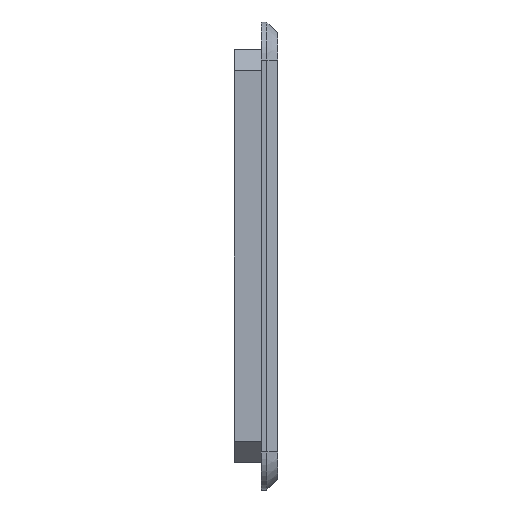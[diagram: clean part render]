
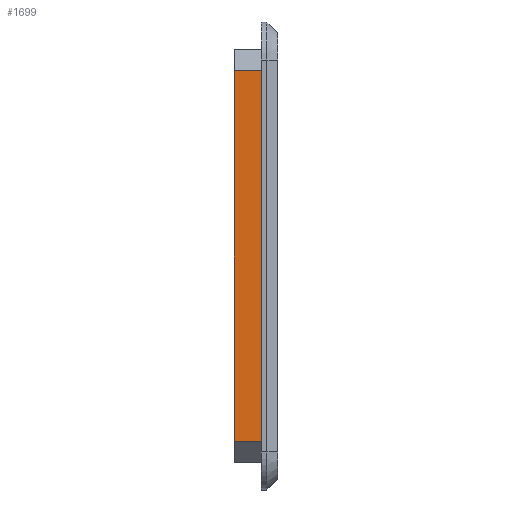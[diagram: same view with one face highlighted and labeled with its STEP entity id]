
A CAD part, left-side view. The second image highlights one B-rep face of the part: STEP entity #1699.
In plain terms, the highlighted planar face has unit normal (-1, 0, 0).
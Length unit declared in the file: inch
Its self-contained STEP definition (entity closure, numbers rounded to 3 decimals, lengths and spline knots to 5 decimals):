
#53=PLANE('',#1759);
#143=FACE_OUTER_BOUND('',#236,.T.);
#236=EDGE_LOOP('',(#1423,#1424,#1425,#1426));
#354=LINE('',#3407,#486);
#357=LINE('',#3413,#489);
#358=LINE('',#3415,#490);
#359=LINE('',#3416,#491);
#486=VECTOR('',#1938,0.3937);
#489=VECTOR('',#1943,0.3937);
#490=VECTOR('',#1944,0.3937);
#491=VECTOR('',#1945,0.3937);
#778=VERTEX_POINT('',#3403);
#780=VERTEX_POINT('',#3406);
#782=VERTEX_POINT('',#3412);
#783=VERTEX_POINT('',#3414);
#1020=EDGE_CURVE('',#778,#780,#354,.T.);
#1023=EDGE_CURVE('',#782,#778,#357,.T.);
#1024=EDGE_CURVE('',#782,#783,#358,.T.);
#1025=EDGE_CURVE('',#780,#783,#359,.T.);
#1423=ORIENTED_EDGE('',*,*,#1023,.F.);
#1424=ORIENTED_EDGE('',*,*,#1024,.T.);
#1425=ORIENTED_EDGE('',*,*,#1025,.F.);
#1426=ORIENTED_EDGE('',*,*,#1020,.F.);
#1699=ADVANCED_FACE('',(#143),#53,.T.);
#1759=AXIS2_PLACEMENT_3D('',#3411,#1941,#1942);
#1938=DIRECTION('',(0.,1.,0.));
#1941=DIRECTION('center_axis',(-1.,0.,0.));
#1942=DIRECTION('ref_axis',(0.,0.,1.));
#1943=DIRECTION('',(0.,0.,-1.));
#1944=DIRECTION('',(0.,1.,0.));
#1945=DIRECTION('',(0.,0.,1.));
#3403=CARTESIAN_POINT('',(0.05,0.03,0.09));
#3406=CARTESIAN_POINT('',(0.05,0.08,0.09));
#3407=CARTESIAN_POINT('',(0.05,0.,0.09));
#3411=CARTESIAN_POINT('Origin',(0.05,0.,0.09));
#3412=CARTESIAN_POINT('',(0.05,0.03,0.77));
#3413=CARTESIAN_POINT('',(0.05,0.03,0.09));
#3414=CARTESIAN_POINT('',(0.05,0.08,0.77));
#3415=CARTESIAN_POINT('',(0.05,0.,0.77));
#3416=CARTESIAN_POINT('',(0.05,0.08,0.09));
